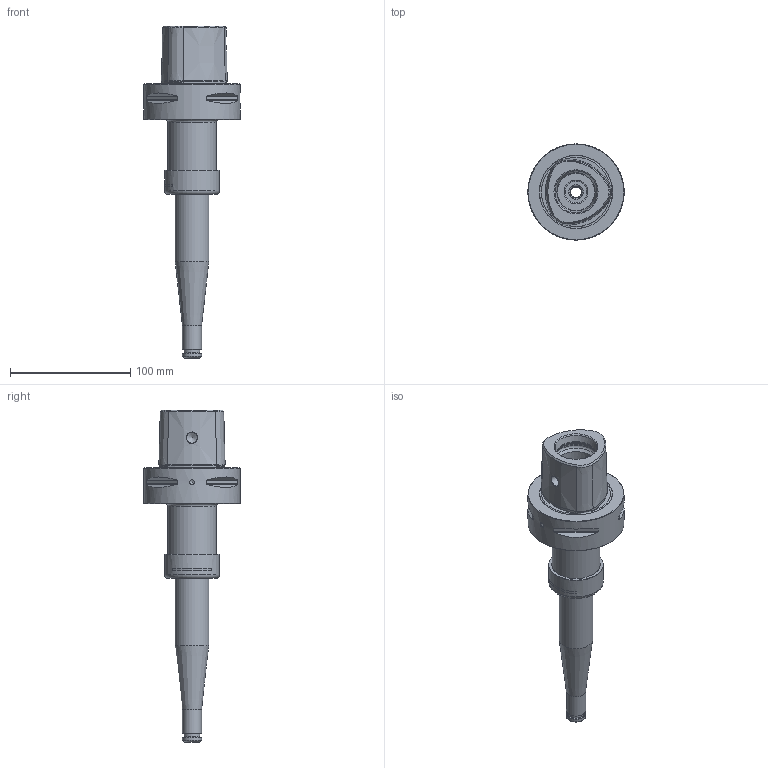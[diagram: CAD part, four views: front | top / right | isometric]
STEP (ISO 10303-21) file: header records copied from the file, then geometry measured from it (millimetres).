
FILE_DESCRIPTION(/* description */ (''),/* implementation_level */ '2;1');
FILE_NAME(/* name */ '888871060.stp',/* time_stamp */ '2023-03-15T12:29:51',/* author */ ('Ratnasingam Jekanthan'),/* organization */ ('REGO-FIX'),/* preprocessor_version */ ' Unknown',/* originating_system */ 'SIEMENS PLM Software Solid Edge ST10',/* authorization */ 'Unknown');
FILE_SCHEMA (('AUTOMOTIVE_DESIGN { 1 0 10303 214 2 1 1}'));
Length unit declared in the file: millimetre
Products named in the file (1): NOCUT
Bounding box: 80 x 80 x 276 mm (x, y, z)
Volume: 340156.3 mm3; surface area: 63123.8 mm2
Topology: 1 solids, 3 shells, 163 faces, 372 edges, 228 vertices
Faces by surface type: cone 70, plane 36, cylinder 36, torus 21
Full cylindrical faces by diameter (mm): 4 x1, 9 x1, 9.1 x2, 10 x2, 13 x1, 16 x2, 17.835 x2, 23.8 x1, 24.7 x1, 25 x1, 28 x1, 29 x1, 32 x2, 33 x1, 34 x1, 38 x1, 38.376 x1, 40 x1, 40.05 x1, 43.3 x1, 45.65 x1, 80 x1
Entity records: 5182 total; most frequent: CARTESIAN_POINT 832, DIRECTION 706, ORIENTED_EDGE 510, AXIS2_PLACEMENT_3D 322, FACE_BOUND 270, EDGE_LOOP 267, EDGE_CURVE 255, VERTEX_POINT 197
